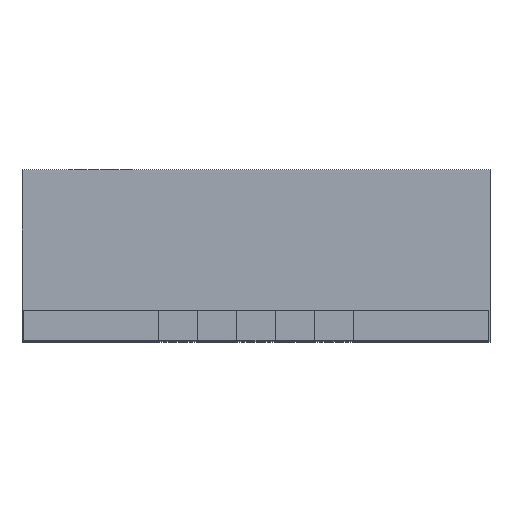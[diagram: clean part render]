
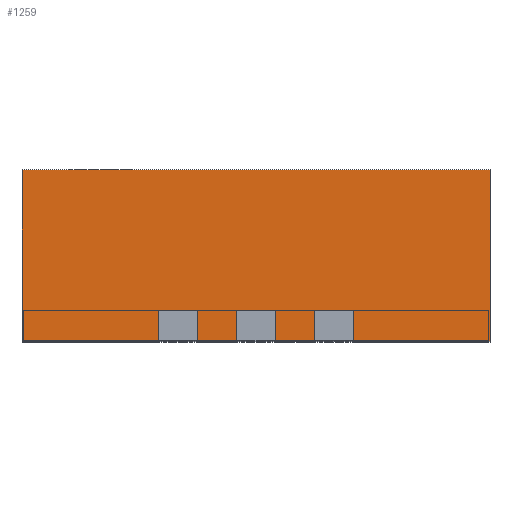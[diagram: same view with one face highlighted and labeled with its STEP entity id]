
A CAD part, top view. The second image highlights one B-rep face of the part: STEP entity #1259.
In plain terms, the highlighted planar face has unit normal (0, 0, 1).
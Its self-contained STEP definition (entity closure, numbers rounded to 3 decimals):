
#65 = DIRECTION ( 'NONE',  ( 0., 1., 0. ) ) ;
#74 = LINE ( 'NONE', #480, #1565 ) ;
#94 = CARTESIAN_POINT ( 'NONE',  ( -0.375, 1.1, 1.5 ) ) ;
#127 = ORIENTED_EDGE ( 'NONE', *, *, #2682, .F. ) ;
#159 = CARTESIAN_POINT ( 'NONE',  ( 0.125, 0.2, 1.5 ) ) ;
#169 = VECTOR ( 'NONE', #2178, 1000. ) ;
#226 = DIRECTION ( 'NONE',  ( -1., 0., 0. ) ) ;
#236 = VECTOR ( 'NONE', #1776, 1000. ) ;
#258 = VERTEX_POINT ( 'NONE', #1623 ) ;
#260 = CARTESIAN_POINT ( 'NONE',  ( -0.125, 0., 1.5 ) ) ;
#276 = DIRECTION ( 'NONE',  ( -1., 0., 0. ) ) ;
#290 = VECTOR ( 'NONE', #788, 1000. ) ;
#334 = LINE ( 'NONE', #693, #169 ) ;
#346 = CARTESIAN_POINT ( 'NONE',  ( -0.625, 0., 1.5 ) ) ;
#356 = EDGE_CURVE ( 'NONE', #1985, #2019, #1283, .T. ) ;
#435 = DIRECTION ( 'NONE',  ( 1., 0., 0. ) ) ;
#446 = LINE ( 'NONE', #1066, #694 ) ;
#462 = ORIENTED_EDGE ( 'NONE', *, *, #873, .F. ) ;
#472 = CARTESIAN_POINT ( 'NONE',  ( 0.625, 1.1, 1.5 ) ) ;
#480 = CARTESIAN_POINT ( 'NONE',  ( -1.5, 0.2, 1.5 ) ) ;
#495 = LINE ( 'NONE', #2186, #959 ) ;
#546 = ORIENTED_EDGE ( 'NONE', *, *, #1707, .F. ) ;
#550 = CARTESIAN_POINT ( 'NONE',  ( -1.5, 1.1, 1.5 ) ) ;
#560 = VECTOR ( 'NONE', #664, 1000. ) ;
#570 = EDGE_CURVE ( 'NONE', #957, #1985, #334, .T. ) ;
#594 = AXIS2_PLACEMENT_3D ( 'NONE', #1681, #616, #1240 ) ;
#601 = ORIENTED_EDGE ( 'NONE', *, *, #856, .F. ) ;
#616 = DIRECTION ( 'NONE',  ( 0., 0., -1. ) ) ;
#661 = DIRECTION ( 'NONE',  ( 0., -1., 0. ) ) ;
#663 = DIRECTION ( 'NONE',  ( -1., 0., 0. ) ) ;
#664 = DIRECTION ( 'NONE',  ( 0., 1., 0. ) ) ;
#693 = CARTESIAN_POINT ( 'NONE',  ( -1.5, 0.2, 1.5 ) ) ;
#694 = VECTOR ( 'NONE', #226, 1000. ) ;
#704 = EDGE_CURVE ( 'NONE', #772, #1354, #996, .T. ) ;
#755 = VERTEX_POINT ( 'NONE', #1468 ) ;
#763 = CARTESIAN_POINT ( 'NONE',  ( -0.625, 0.2, 1.5 ) ) ;
#772 = VERTEX_POINT ( 'NONE', #2555 ) ;
#777 = VERTEX_POINT ( 'NONE', #1524 ) ;
#788 = DIRECTION ( 'NONE',  ( 0., -1., 0. ) ) ;
#820 = EDGE_CURVE ( 'NONE', #2539, #2449, #446, .T. ) ;
#834 = FACE_OUTER_BOUND ( 'NONE', #1509, .T. ) ;
#856 = EDGE_CURVE ( 'NONE', #258, #1546, #1696, .T. ) ;
#873 = EDGE_CURVE ( 'NONE', #2449, #957, #895, .T. ) ;
#895 = LINE ( 'NONE', #94, #1636 ) ;
#942 = VECTOR ( 'NONE', #2209, 1000. ) ;
#950 = EDGE_CURVE ( 'NONE', #777, #772, #1601, .T. ) ;
#957 = VERTEX_POINT ( 'NONE', #1131 ) ;
#959 = VECTOR ( 'NONE', #1562, 1000. ) ;
#988 = VECTOR ( 'NONE', #2471, 1000. ) ;
#996 = LINE ( 'NONE', #1413, #2032 ) ;
#1035 = CARTESIAN_POINT ( 'NONE',  ( -0.375, 0., 1.5 ) ) ;
#1066 = CARTESIAN_POINT ( 'NONE',  ( -1.5, 0., 1.5 ) ) ;
#1123 = CARTESIAN_POINT ( 'NONE',  ( -1.5, 0., 1.5 ) ) ;
#1131 = CARTESIAN_POINT ( 'NONE',  ( -0.375, 0.2, 1.5 ) ) ;
#1207 = EDGE_CURVE ( 'NONE', #1754, #2539, #2538, .T. ) ;
#1212 = EDGE_CURVE ( 'NONE', #2766, #1908, #1477, .T. ) ;
#1240 = DIRECTION ( 'NONE',  ( 0., -1., 0. ) ) ;
#1246 = VECTOR ( 'NONE', #276, 1000. ) ;
#1259 = ADVANCED_FACE ( 'NONE', ( #834 ), #2524, .F. ) ;
#1283 = LINE ( 'NONE', #1527, #2521 ) ;
#1299 = DIRECTION ( 'NONE',  ( 0., -1., 0. ) ) ;
#1313 = ORIENTED_EDGE ( 'NONE', *, *, #1778, .F. ) ;
#1325 = ORIENTED_EDGE ( 'NONE', *, *, #2505, .F. ) ;
#1331 = LINE ( 'NONE', #1123, #1246 ) ;
#1354 = VERTEX_POINT ( 'NONE', #1735 ) ;
#1387 = ORIENTED_EDGE ( 'NONE', *, *, #1207, .F. ) ;
#1413 = CARTESIAN_POINT ( 'NONE',  ( -1.5, 0.2, 1.5 ) ) ;
#1414 = CARTESIAN_POINT ( 'NONE',  ( 1.5, 0., 1.5 ) ) ;
#1468 = CARTESIAN_POINT ( 'NONE',  ( -1.5, 0., 1.5 ) ) ;
#1477 = LINE ( 'NONE', #2084, #560 ) ;
#1480 = CARTESIAN_POINT ( 'NONE',  ( 0., 1.1, 1.5 ) ) ;
#1509 = EDGE_LOOP ( 'NONE', ( #1313, #1325, #601, #2284, #127, #2623, #2181, #462, #2589, #1387, #546, #1723, #2282, #2037, #2238, #1522 ) ) ;
#1522 = ORIENTED_EDGE ( 'NONE', *, *, #950, .F. ) ;
#1524 = CARTESIAN_POINT ( 'NONE',  ( 0.625, 0., 1.5 ) ) ;
#1527 = CARTESIAN_POINT ( 'NONE',  ( -0.625, 1.1, 1.5 ) ) ;
#1545 = LINE ( 'NONE', #1742, #2480 ) ;
#1546 = VERTEX_POINT ( 'NONE', #1625 ) ;
#1562 = DIRECTION ( 'NONE',  ( -1., 0., 0. ) ) ;
#1565 = VECTOR ( 'NONE', #663, 1000. ) ;
#1601 = LINE ( 'NONE', #472, #236 ) ;
#1623 = CARTESIAN_POINT ( 'NONE',  ( -1.5, 1.1, 1.5 ) ) ;
#1625 = CARTESIAN_POINT ( 'NONE',  ( 1.5, 1.1, 1.5 ) ) ;
#1633 = CARTESIAN_POINT ( 'NONE',  ( -1.5, 0., 1.5 ) ) ;
#1636 = VECTOR ( 'NONE', #65, 1000. ) ;
#1681 = CARTESIAN_POINT ( 'NONE',  ( -1.5, 1.1, 1.5 ) ) ;
#1696 = LINE ( 'NONE', #1480, #2485 ) ;
#1707 = EDGE_CURVE ( 'NONE', #1908, #1754, #74, .T. ) ;
#1721 = DIRECTION ( 'NONE',  ( 0., -1., 0. ) ) ;
#1723 = ORIENTED_EDGE ( 'NONE', *, *, #1212, .F. ) ;
#1735 = CARTESIAN_POINT ( 'NONE',  ( 0.375, 0.2, 1.5 ) ) ;
#1742 = CARTESIAN_POINT ( 'NONE',  ( 1.5, 1.1, 1.5 ) ) ;
#1754 = VERTEX_POINT ( 'NONE', #2167 ) ;
#1776 = DIRECTION ( 'NONE',  ( 0., 1., 0. ) ) ;
#1778 = EDGE_CURVE ( 'NONE', #2629, #777, #1331, .T. ) ;
#1907 = CARTESIAN_POINT ( 'NONE',  ( 0.125, 0., 1.5 ) ) ;
#1908 = VERTEX_POINT ( 'NONE', #159 ) ;
#1913 = CARTESIAN_POINT ( 'NONE',  ( -0.125, 1.1, 1.5 ) ) ;
#1985 = VERTEX_POINT ( 'NONE', #763 ) ;
#2019 = VERTEX_POINT ( 'NONE', #346 ) ;
#2032 = VECTOR ( 'NONE', #2723, 1000. ) ;
#2037 = ORIENTED_EDGE ( 'NONE', *, *, #2312, .F. ) ;
#2063 = CARTESIAN_POINT ( 'NONE',  ( 0.375, 1.1, 1.5 ) ) ;
#2084 = CARTESIAN_POINT ( 'NONE',  ( 0.125, 1.1, 1.5 ) ) ;
#2090 = EDGE_CURVE ( 'NONE', #2223, #2766, #495, .T. ) ;
#2167 = CARTESIAN_POINT ( 'NONE',  ( -0.125, 0.2, 1.5 ) ) ;
#2178 = DIRECTION ( 'NONE',  ( -1., 0., 0. ) ) ;
#2181 = ORIENTED_EDGE ( 'NONE', *, *, #570, .F. ) ;
#2186 = CARTESIAN_POINT ( 'NONE',  ( -1.5, 0., 1.5 ) ) ;
#2209 = DIRECTION ( 'NONE',  ( 0., 1., 0. ) ) ;
#2223 = VERTEX_POINT ( 'NONE', #2460 ) ;
#2238 = ORIENTED_EDGE ( 'NONE', *, *, #704, .F. ) ;
#2282 = ORIENTED_EDGE ( 'NONE', *, *, #2090, .F. ) ;
#2284 = ORIENTED_EDGE ( 'NONE', *, *, #2600, .F. ) ;
#2312 = EDGE_CURVE ( 'NONE', #1354, #2223, #2699, .T. ) ;
#2441 = LINE ( 'NONE', #1633, #988 ) ;
#2449 = VERTEX_POINT ( 'NONE', #1035 ) ;
#2455 = LINE ( 'NONE', #550, #942 ) ;
#2460 = CARTESIAN_POINT ( 'NONE',  ( 0.375, 0., 1.5 ) ) ;
#2471 = DIRECTION ( 'NONE',  ( -1., 0., 0. ) ) ;
#2480 = VECTOR ( 'NONE', #1299, 1000. ) ;
#2485 = VECTOR ( 'NONE', #435, 1000. ) ;
#2505 = EDGE_CURVE ( 'NONE', #1546, #2629, #1545, .T. ) ;
#2521 = VECTOR ( 'NONE', #661, 1000. ) ;
#2524 = PLANE ( 'NONE',  #594 ) ;
#2538 = LINE ( 'NONE', #1913, #2602 ) ;
#2539 = VERTEX_POINT ( 'NONE', #260 ) ;
#2555 = CARTESIAN_POINT ( 'NONE',  ( 0.625, 0.2, 1.5 ) ) ;
#2589 = ORIENTED_EDGE ( 'NONE', *, *, #820, .F. ) ;
#2600 = EDGE_CURVE ( 'NONE', #755, #258, #2455, .T. ) ;
#2602 = VECTOR ( 'NONE', #1721, 1000. ) ;
#2623 = ORIENTED_EDGE ( 'NONE', *, *, #356, .F. ) ;
#2629 = VERTEX_POINT ( 'NONE', #1414 ) ;
#2682 = EDGE_CURVE ( 'NONE', #2019, #755, #2441, .T. ) ;
#2699 = LINE ( 'NONE', #2063, #290 ) ;
#2723 = DIRECTION ( 'NONE',  ( -1., 0., 0. ) ) ;
#2766 = VERTEX_POINT ( 'NONE', #1907 ) ;
